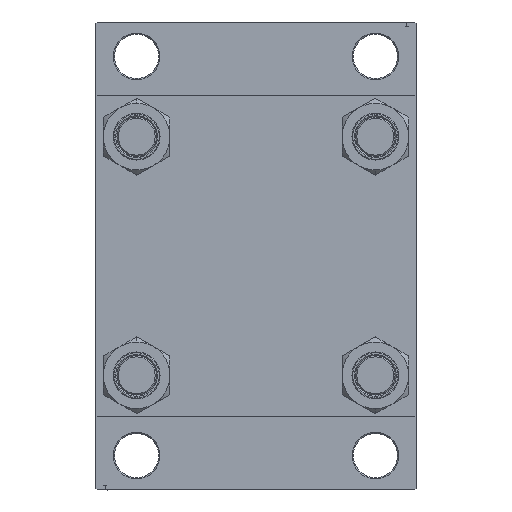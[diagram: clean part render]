
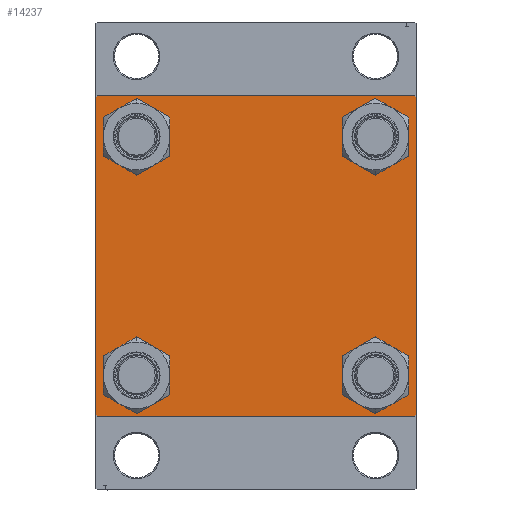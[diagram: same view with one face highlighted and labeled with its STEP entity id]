
A CAD part, left-side view. The second image highlights one B-rep face of the part: STEP entity #14237.
In plain terms, the highlighted planar face has unit normal (-1, 0, 0).
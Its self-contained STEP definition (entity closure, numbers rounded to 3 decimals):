
#59 = CARTESIAN_POINT ( 'NONE',  ( 0., -48.45, -48.45 ) ) ;
#1290 = DIRECTION ( 'NONE',  ( 0., 0., 1. ) ) ;
#2166 = ORIENTED_EDGE ( 'NONE', *, *, #36236, .T. ) ;
#2280 = EDGE_LOOP ( 'NONE', ( #2166, #44842 ) ) ;
#2763 = CARTESIAN_POINT ( 'NONE',  ( 0., 65., 64.5 ) ) ;
#3025 = DIRECTION ( 'NONE',  ( 0., -1., 0. ) ) ;
#3412 = ORIENTED_EDGE ( 'NONE', *, *, #30637, .T. ) ;
#3456 = CARTESIAN_POINT ( 'NONE',  ( 0., 48.45, -48.45 ) ) ;
#3965 = CARTESIAN_POINT ( 'NONE',  ( 0., 65., 65. ) ) ;
#4069 = AXIS2_PLACEMENT_3D ( 'NONE', #43198, #43675, #30001 ) ;
#4131 = CIRCLE ( 'NONE', #45335, 8.5 ) ;
#4659 = EDGE_CURVE ( 'NONE', #16593, #21278, #28395, .T. ) ;
#5040 = EDGE_CURVE ( 'NONE', #5695, #27523, #28921, .T. ) ;
#5695 = VERTEX_POINT ( 'NONE', #25986 ) ;
#5794 = EDGE_CURVE ( 'NONE', #46330, #6027, #12484, .T. ) ;
#6027 = VERTEX_POINT ( 'NONE', #33636 ) ;
#6144 = DIRECTION ( 'NONE',  ( 0., -0.707, 0.707 ) ) ;
#6942 = DIRECTION ( 'NONE',  ( 0., 0., 1. ) ) ;
#7205 = DIRECTION ( 'NONE',  ( 0., 0., 1. ) ) ;
#8110 = AXIS2_PLACEMENT_3D ( 'NONE', #16129, #46030, #9279 ) ;
#8903 = VERTEX_POINT ( 'NONE', #20474 ) ;
#9077 = VECTOR ( 'NONE', #41509, 1000. ) ;
#9254 = ORIENTED_EDGE ( 'NONE', *, *, #33173, .T. ) ;
#9279 = DIRECTION ( 'NONE',  ( 0., 0., 1. ) ) ;
#9283 = CARTESIAN_POINT ( 'NONE',  ( 0., -48.45, 39.95 ) ) ;
#9510 = DIRECTION ( 'NONE',  ( 0., 0.707, 0.707 ) ) ;
#10072 = LINE ( 'NONE', #21030, #10634 ) ;
#10269 = CARTESIAN_POINT ( 'NONE',  ( 0., -64.75, -64.75 ) ) ;
#10634 = VECTOR ( 'NONE', #3025, 1000. ) ;
#10955 = ORIENTED_EDGE ( 'NONE', *, *, #18061, .T. ) ;
#11183 = ORIENTED_EDGE ( 'NONE', *, *, #40578, .T. ) ;
#11236 = DIRECTION ( 'NONE',  ( 0., 0., 1. ) ) ;
#11356 = LINE ( 'NONE', #45155, #9077 ) ;
#11721 = CARTESIAN_POINT ( 'NONE',  ( 0., -48.45, -56.95 ) ) ;
#12484 = CIRCLE ( 'NONE', #39667, 8.5 ) ;
#13168 = ORIENTED_EDGE ( 'NONE', *, *, #45249, .T. ) ;
#13468 = CIRCLE ( 'NONE', #21222, 8.5 ) ;
#13472 = EDGE_CURVE ( 'NONE', #27523, #5695, #21338, .T. ) ;
#14112 = VECTOR ( 'NONE', #35693, 1000. ) ;
#14237 = ADVANCED_FACE ( 'NONE', ( #41008, #15220, #19350, #37352, #41241 ), #44655, .T. ) ;
#14286 = EDGE_LOOP ( 'NONE', ( #24069, #3412 ) ) ;
#14555 = EDGE_LOOP ( 'NONE', ( #46783, #10955, #44288, #11183, #21004, #13168, #16400, #29653 ) ) ;
#14858 = ORIENTED_EDGE ( 'NONE', *, *, #5040, .T. ) ;
#15021 = AXIS2_PLACEMENT_3D ( 'NONE', #3456, #19012, #30440 ) ;
#15220 = FACE_BOUND ( 'NONE', #34012, .T. ) ;
#15226 = VECTOR ( 'NONE', #6144, 1000. ) ;
#16129 = CARTESIAN_POINT ( 'NONE',  ( 0., -48.45, -48.45 ) ) ;
#16400 = ORIENTED_EDGE ( 'NONE', *, *, #47102, .F. ) ;
#16593 = VERTEX_POINT ( 'NONE', #2763 ) ;
#17657 = VERTEX_POINT ( 'NONE', #45036 ) ;
#17675 = CARTESIAN_POINT ( 'NONE',  ( 0., 48.45, -48.45 ) ) ;
#18061 = EDGE_CURVE ( 'NONE', #21278, #41610, #42217, .T. ) ;
#18163 = CARTESIAN_POINT ( 'NONE',  ( 0., 48.45, 39.95 ) ) ;
#18494 = ORIENTED_EDGE ( 'NONE', *, *, #35158, .T. ) ;
#19012 = DIRECTION ( 'NONE',  ( 1., 0., 0. ) ) ;
#19275 = CARTESIAN_POINT ( 'NONE',  ( 0., 48.45, -56.95 ) ) ;
#19350 = FACE_BOUND ( 'NONE', #14286, .T. ) ;
#20474 = CARTESIAN_POINT ( 'NONE',  ( 0., -64.5, 65. ) ) ;
#20722 = CARTESIAN_POINT ( 'NONE',  ( 0., -64.75, 64.75 ) ) ;
#21004 = ORIENTED_EDGE ( 'NONE', *, *, #41513, .F. ) ;
#21030 = CARTESIAN_POINT ( 'NONE',  ( 0., 65., -65. ) ) ;
#21222 = AXIS2_PLACEMENT_3D ( 'NONE', #44859, #26381, #1290 ) ;
#21278 = VERTEX_POINT ( 'NONE', #31313 ) ;
#21307 = EDGE_LOOP ( 'NONE', ( #9254, #18494 ) ) ;
#21338 = CIRCLE ( 'NONE', #8110, 8.5 ) ;
#22844 = AXIS2_PLACEMENT_3D ( 'NONE', #29341, #44171, #6942 ) ;
#24069 = ORIENTED_EDGE ( 'NONE', *, *, #34678, .T. ) ;
#24638 = LINE ( 'NONE', #10269, #15226 ) ;
#25361 = VECTOR ( 'NONE', #45380, 1000. ) ;
#25464 = DIRECTION ( 'NONE',  ( 1., 0., 0. ) ) ;
#25785 = CARTESIAN_POINT ( 'NONE',  ( 0., 64.5, 65. ) ) ;
#25965 = CIRCLE ( 'NONE', #22844, 8.5 ) ;
#25986 = CARTESIAN_POINT ( 'NONE',  ( 0., -48.45, -39.95 ) ) ;
#26381 = DIRECTION ( 'NONE',  ( 1., 0., 0. ) ) ;
#26623 = CIRCLE ( 'NONE', #4069, 8.5 ) ;
#26901 = LINE ( 'NONE', #31020, #25361 ) ;
#26916 = VECTOR ( 'NONE', #38319, 1000. ) ;
#27307 = LINE ( 'NONE', #20722, #30055 ) ;
#27523 = VERTEX_POINT ( 'NONE', #11721 ) ;
#27679 = VERTEX_POINT ( 'NONE', #31876 ) ;
#28395 = LINE ( 'NONE', #28638, #14112 ) ;
#28491 = VERTEX_POINT ( 'NONE', #30524 ) ;
#28638 = CARTESIAN_POINT ( 'NONE',  ( 0., 65., 65. ) ) ;
#28910 = VERTEX_POINT ( 'NONE', #19275 ) ;
#28921 = CIRCLE ( 'NONE', #46687, 8.5 ) ;
#29341 = CARTESIAN_POINT ( 'NONE',  ( 0., -48.45, 48.45 ) ) ;
#29653 = ORIENTED_EDGE ( 'NONE', *, *, #46916, .T. ) ;
#30001 = DIRECTION ( 'NONE',  ( 0., 0., 1. ) ) ;
#30008 = LINE ( 'NONE', #3965, #44036 ) ;
#30055 = VECTOR ( 'NONE', #9510, 1000. ) ;
#30440 = DIRECTION ( 'NONE',  ( 0., 0., 1. ) ) ;
#30524 = CARTESIAN_POINT ( 'NONE',  ( 0., 48.45, 56.95 ) ) ;
#30535 = DIRECTION ( 'NONE',  ( 0., 0., 1. ) ) ;
#30637 = EDGE_CURVE ( 'NONE', #28910, #31911, #36754, .T. ) ;
#31020 = CARTESIAN_POINT ( 'NONE',  ( 0., -65., 65. ) ) ;
#31055 = CARTESIAN_POINT ( 'NONE',  ( 0., -48.45, 48.45 ) ) ;
#31313 = CARTESIAN_POINT ( 'NONE',  ( 0., 65., -64.5 ) ) ;
#31876 = CARTESIAN_POINT ( 'NONE',  ( 0., -65., 64.5 ) ) ;
#31911 = VERTEX_POINT ( 'NONE', #43721 ) ;
#32459 = CARTESIAN_POINT ( 'NONE',  ( 0., 64.5, -65. ) ) ;
#33173 = EDGE_CURVE ( 'NONE', #28491, #34811, #26623, .T. ) ;
#33636 = CARTESIAN_POINT ( 'NONE',  ( 0., -48.45, 56.95 ) ) ;
#34012 = EDGE_LOOP ( 'NONE', ( #14858, #40299 ) ) ;
#34179 = CARTESIAN_POINT ( 'NONE',  ( 0., 0., 0. ) ) ;
#34438 = CARTESIAN_POINT ( 'NONE',  ( 0., 64.75, -64.75 ) ) ;
#34678 = EDGE_CURVE ( 'NONE', #31911, #28910, #4131, .T. ) ;
#34811 = VERTEX_POINT ( 'NONE', #18163 ) ;
#35158 = EDGE_CURVE ( 'NONE', #34811, #28491, #13468, .T. ) ;
#35693 = DIRECTION ( 'NONE',  ( 0., 0., -1. ) ) ;
#36109 = DIRECTION ( 'NONE',  ( 1., 0., 0. ) ) ;
#36236 = EDGE_CURVE ( 'NONE', #6027, #46330, #25965, .T. ) ;
#36754 = CIRCLE ( 'NONE', #15021, 8.5 ) ;
#37352 = FACE_BOUND ( 'NONE', #21307, .T. ) ;
#37918 = CARTESIAN_POINT ( 'NONE',  ( 0., -64.5, -65. ) ) ;
#38319 = DIRECTION ( 'NONE',  ( 0., -0.707, -0.707 ) ) ;
#39667 = AXIS2_PLACEMENT_3D ( 'NONE', #31055, #41769, #42239 ) ;
#40299 = ORIENTED_EDGE ( 'NONE', *, *, #13472, .T. ) ;
#40462 = DIRECTION ( 'NONE',  ( 0., -1., 0. ) ) ;
#40578 = EDGE_CURVE ( 'NONE', #43332, #17657, #24638, .T. ) ;
#40761 = DIRECTION ( 'NONE',  ( -1., 0., 0. ) ) ;
#41008 = FACE_BOUND ( 'NONE', #2280, .T. ) ;
#41241 = FACE_OUTER_BOUND ( 'NONE', #14555, .T. ) ;
#41509 = DIRECTION ( 'NONE',  ( 0., 0.707, -0.707 ) ) ;
#41513 = EDGE_CURVE ( 'NONE', #27679, #17657, #26901, .T. ) ;
#41610 = VERTEX_POINT ( 'NONE', #32459 ) ;
#41769 = DIRECTION ( 'NONE',  ( 1., 0., 0. ) ) ;
#42217 = LINE ( 'NONE', #34438, #26916 ) ;
#42239 = DIRECTION ( 'NONE',  ( 0., 0., 1. ) ) ;
#42474 = EDGE_CURVE ( 'NONE', #41610, #43332, #10072, .T. ) ;
#43063 = AXIS2_PLACEMENT_3D ( 'NONE', #34179, #40761, #30535 ) ;
#43198 = CARTESIAN_POINT ( 'NONE',  ( 0., 48.45, 48.45 ) ) ;
#43332 = VERTEX_POINT ( 'NONE', #37918 ) ;
#43675 = DIRECTION ( 'NONE',  ( 1., 0., 0. ) ) ;
#43721 = CARTESIAN_POINT ( 'NONE',  ( 0., 48.45, -39.95 ) ) ;
#44036 = VECTOR ( 'NONE', #40462, 1000. ) ;
#44171 = DIRECTION ( 'NONE',  ( 1., 0., 0. ) ) ;
#44288 = ORIENTED_EDGE ( 'NONE', *, *, #42474, .T. ) ;
#44655 = PLANE ( 'NONE',  #43063 ) ;
#44842 = ORIENTED_EDGE ( 'NONE', *, *, #5794, .T. ) ;
#44859 = CARTESIAN_POINT ( 'NONE',  ( 0., 48.45, 48.45 ) ) ;
#45036 = CARTESIAN_POINT ( 'NONE',  ( 0., -65., -64.5 ) ) ;
#45155 = CARTESIAN_POINT ( 'NONE',  ( 0., 64.75, 64.75 ) ) ;
#45249 = EDGE_CURVE ( 'NONE', #27679, #8903, #27307, .T. ) ;
#45335 = AXIS2_PLACEMENT_3D ( 'NONE', #17675, #25464, #7205 ) ;
#45380 = DIRECTION ( 'NONE',  ( 0., 0., -1. ) ) ;
#46030 = DIRECTION ( 'NONE',  ( 1., 0., 0. ) ) ;
#46330 = VERTEX_POINT ( 'NONE', #9283 ) ;
#46658 = VERTEX_POINT ( 'NONE', #25785 ) ;
#46687 = AXIS2_PLACEMENT_3D ( 'NONE', #59, #36109, #11236 ) ;
#46783 = ORIENTED_EDGE ( 'NONE', *, *, #4659, .T. ) ;
#46916 = EDGE_CURVE ( 'NONE', #46658, #16593, #11356, .T. ) ;
#47102 = EDGE_CURVE ( 'NONE', #46658, #8903, #30008, .T. ) ;
